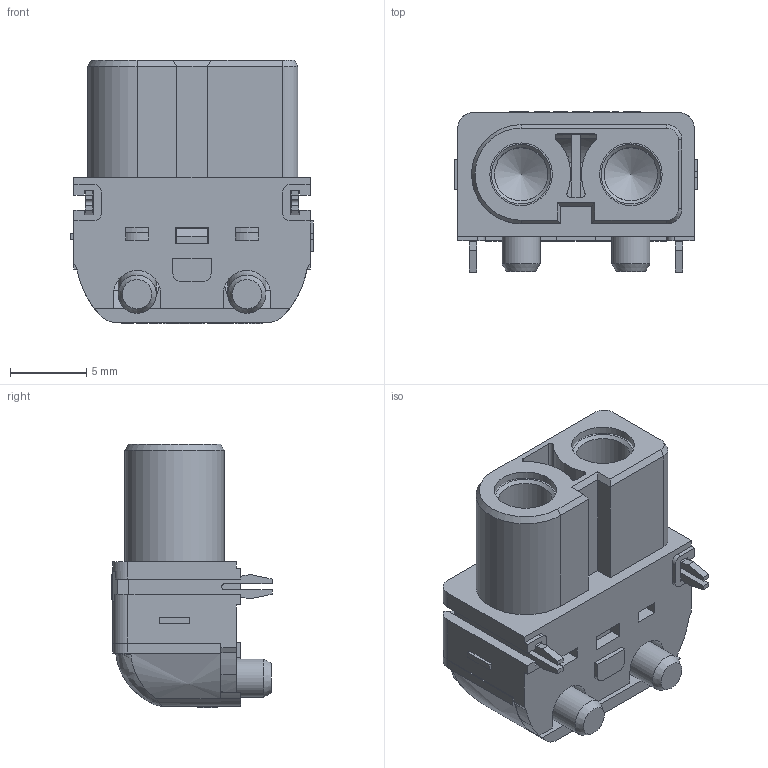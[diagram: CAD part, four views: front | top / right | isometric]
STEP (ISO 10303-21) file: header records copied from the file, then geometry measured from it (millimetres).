
FILE_DESCRIPTION(/* description */ (''),/* implementation_level */ '2;1');
FILE_NAME(/* name */ 'XT60-PW-F.step',/* time_stamp */ '2023-12-19T13:33:10+01:00',/* author */ (''),/* organization */ (''),/* preprocessor_version */ 'ST-DEVELOPER v20',/* originating_system */ 'Autodesk Translation Framework v12.9.0.99',/* authorisation */ '');
FILE_SCHEMA (('AUTOMOTIVE_DESIGN { 1 0 10303 214 3 1 1 }'));
Length unit declared in the file: millimetre
Products named in the file (6): (Unsaved); ASM0011_ASM; XT60____-8______-UL-21155; XT60____-8____-21158; XT60PW-F20____-8-UL; XT60____-8________
Assembly tree (7 placements, depth 3):
  (Unsaved)
    ASM0011_ASM
      XT60____-8______-UL-21155
      XT60____-8____-21158  x2
      XT60PW-F20____-8-UL
      XT60____-8________  x2
Bounding box: 15.9 x 10.5 x 17.3 mm (x, y, z)
Volume: 1159.3 mm3; surface area: 2832.6 mm2
Topology: 6 solids, 8 shells, 593 faces, 1576 edges, 1032 vertices
Faces by surface type: plane 379, cylinder 121, bspline 76, cone 15, torus 2
Full cylindrical faces by diameter (mm): 0.478 x1, 0.96 x1, 1 x2, 1.211 x1, 2.5 x4, 3.5 x2, 4.1 x2, 4.2 x6
Entity records: 22798 total; most frequent: CARTESIAN_POINT 8935, ORIENTED_EDGE 2978, DIRECTION 2578, EDGE_CURVE 1489, LINE 1086, VECTOR 1086, VERTEX_POINT 977, AXIS2_PLACEMENT_3D 746
